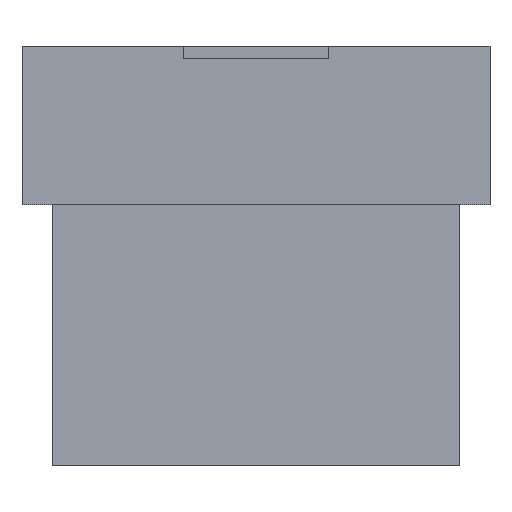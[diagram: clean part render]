
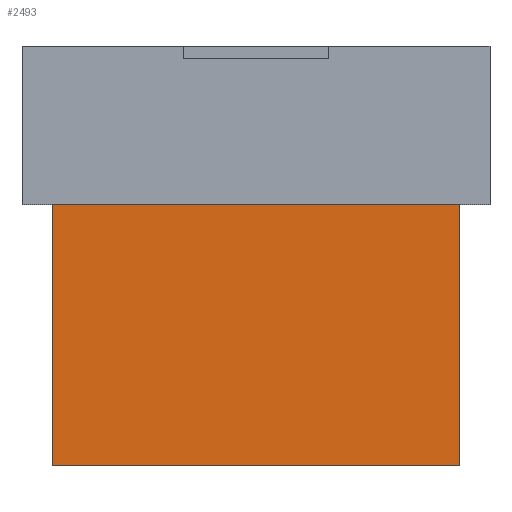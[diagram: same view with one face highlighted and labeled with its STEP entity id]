
A CAD part, top view. The second image highlights one B-rep face of the part: STEP entity #2493.
In plain terms, the highlighted planar face has unit normal (0, 0, 1).
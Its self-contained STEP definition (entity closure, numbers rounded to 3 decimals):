
#979=EDGE_CURVE('',#1961,#1307,#2672,.T.);
#1307=VERTEX_POINT('',#3028);
#1961=VERTEX_POINT('',#3752);
#2071=VERTEX_POINT('',#3874);
#2121=VERTEX_POINT('',#3931);
#2221=EDGE_CURVE('',#2071,#2121,#4039,.T.);
#2289=EDGE_CURVE('',#1307,#2121,#4114,.T.);
#2441=EDGE_CURVE('',#1961,#2071,#4275,.T.);
#2493=ADVANCED_FACE('',(#4330),#4331,.T.);
#2672=LINE('',#4572,#4573);
#3028=CARTESIAN_POINT('',(-1.675,-3.45,1.675));
#3752=CARTESIAN_POINT('',(-1.675,-1.3,1.675));
#3874=CARTESIAN_POINT('',(1.675,-1.3,1.675));
#3931=CARTESIAN_POINT('',(1.675,-3.45,1.675));
#4039=LINE('',#6577,#6578);
#4114=LINE('',#6700,#6701);
#4275=LINE('',#6960,#6961);
#4330=FACE_OUTER_BOUND('',#7052,.T.);
#4331=PLANE('',#7053);
#4572=CARTESIAN_POINT('',(-1.675,-1.3,1.675));
#4573=VECTOR('',#7205,2.15);
#6577=CARTESIAN_POINT('',(1.675,-1.3,1.675));
#6578=VECTOR('',#8704,2.15);
#6700=CARTESIAN_POINT('',(-1.675,-3.45,1.675));
#6701=VECTOR('',#8788,3.35);
#6960=CARTESIAN_POINT('',(-1.675,-1.3,1.675));
#6961=VECTOR('',#8922,3.35);
#7052=EDGE_LOOP('',(#8969,#8970,#8971,#8972));
#7053=AXIS2_PLACEMENT_3D('',#8973,#8974,#8975);
#7205=DIRECTION('',(0.0,-1.0,0.0));
#8704=DIRECTION('',(0.0,-1.0,0.0));
#8788=DIRECTION('',(1.0,0.0,0.0));
#8922=DIRECTION('',(1.0,0.0,0.0));
#8969=ORIENTED_EDGE('',*,*,#2289,.T.);
#8970=ORIENTED_EDGE('',*,*,#2221,.F.);
#8971=ORIENTED_EDGE('',*,*,#2441,.F.);
#8972=ORIENTED_EDGE('',*,*,#979,.T.);
#8973=CARTESIAN_POINT('',(-1.675,-1.3,1.675));
#8974=DIRECTION('',(0.0,0.0,1.0));
#8975=DIRECTION('',(1.0,-0.0,0.0));
